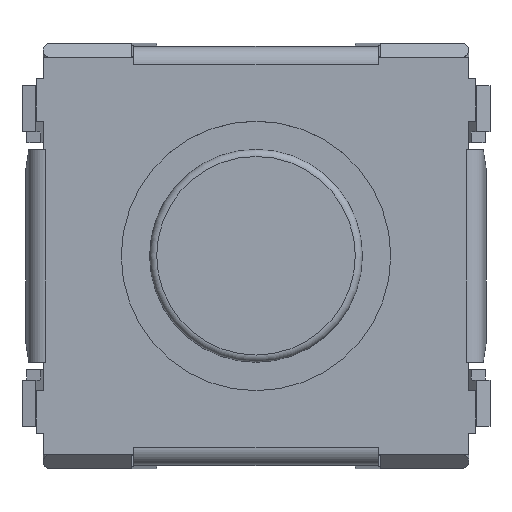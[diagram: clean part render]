
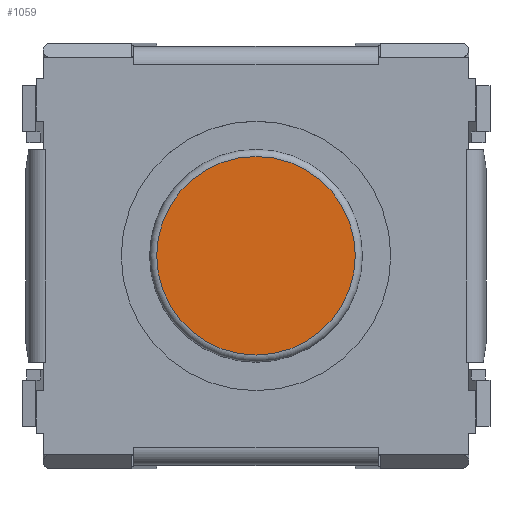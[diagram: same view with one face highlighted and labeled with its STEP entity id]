
A CAD part, top view. The second image highlights one B-rep face of the part: STEP entity #1059.
In plain terms, the highlighted planar face has unit normal (0, 0, 1).
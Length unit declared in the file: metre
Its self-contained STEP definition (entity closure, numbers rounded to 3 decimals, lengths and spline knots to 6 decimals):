
#1059 = ADVANCED_FACE( '', ( #2884 ), #2885, .F. );
#2231 = EDGE_CURVE( '', #4468, #4468, #4469, .T. );
#2884 = FACE_OUTER_BOUND( '', #5352, .T. );
#2885 = PLANE( '', #5353 );
#4468 = VERTEX_POINT( '', #7812 );
#4469 = CIRCLE( '', #7813, 0.0014 );
#5352 = EDGE_LOOP( '', ( #8587 ) );
#5353 = AXIS2_PLACEMENT_3D( '', #8588, #8589, #8590 );
#7812 = CARTESIAN_POINT( '', ( 0.0014, 0., 0.0031 ) );
#7813 = AXIS2_PLACEMENT_3D( '', #10647, #10648, #10649 );
#8587 = ORIENTED_EDGE( '', *, *, #2231, .F. );
#8588 = CARTESIAN_POINT( '', ( 0., 0., 0.0031 ) );
#8589 = DIRECTION( '', ( 0., 0., -1. ) );
#8590 = DIRECTION( '', ( -1., 0., 0. ) );
#10647 = CARTESIAN_POINT( '', ( 0., 0., 0.0031 ) );
#10648 = DIRECTION( '', ( 0., 0., -1. ) );
#10649 = DIRECTION( '', ( 1., 0., 0. ) );
